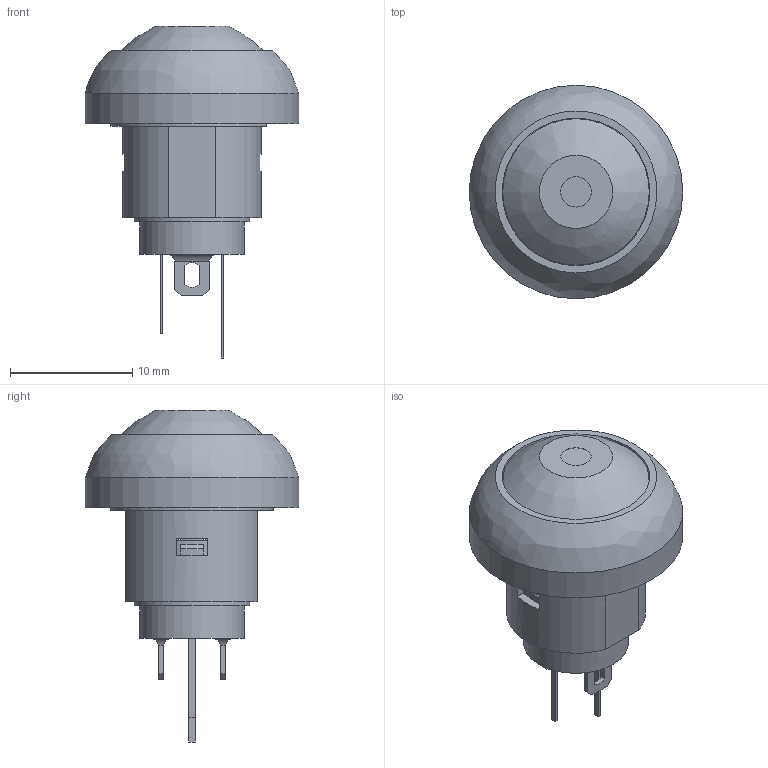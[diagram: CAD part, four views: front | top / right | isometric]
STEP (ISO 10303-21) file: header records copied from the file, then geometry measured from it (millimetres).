
FILE_DESCRIPTION((' '),'2;1');
FILE_NAME('PB1973BxxxxxxEF0.stp','2017-07-19T15:17:22',(' '),(' '),' ','ACIS',' ');
FILE_SCHEMA(('CONFIG_CONTROL_DESIGN'));
Length unit declared in the file: inch
Products named in the file (1): PB1973BxxxxxxEF0.stp
Bounding box: 17.5 x 17.5 x 27.21 mm (x, y, z)
Volume: 1816.4 mm3; surface area: 2774.3 mm2
Topology: 1 solids, 2 shells, 205 faces, 526 edges, 340 vertices
Faces by surface type: plane 133, cylinder 57, cone 12, bspline 3
Full cylindrical faces by diameter (mm): 2.2 x2, 2.5 x2, 2.6 x1, 4 x1, 4.95 x1, 5.6 x1, 7 x1, 7.2 x1, 7.55 x1, 8.6 x2, 9.5 x1, 10 x2, 11.6 x1, 12 x1, 12.1 x1, 13.6 x1, 17.5 x1
Entity records: 6211 total; most frequent: CARTESIAN_POINT 1140, DIRECTION 1050, ORIENTED_EDGE 984, EDGE_CURVE 492, AXIS2_PLACEMENT_3D 371, VERTEX_POINT 332, VECTOR 308, LINE 308
